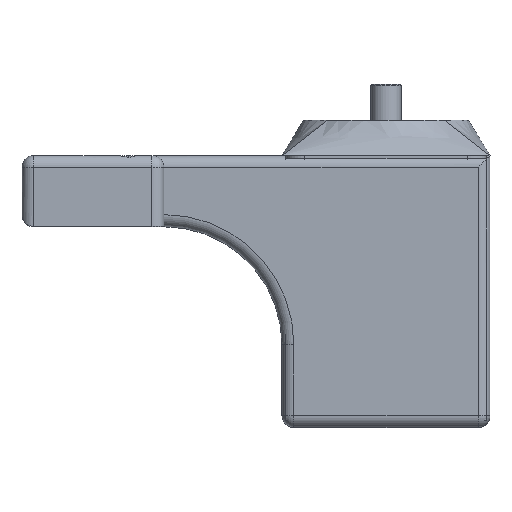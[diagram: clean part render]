
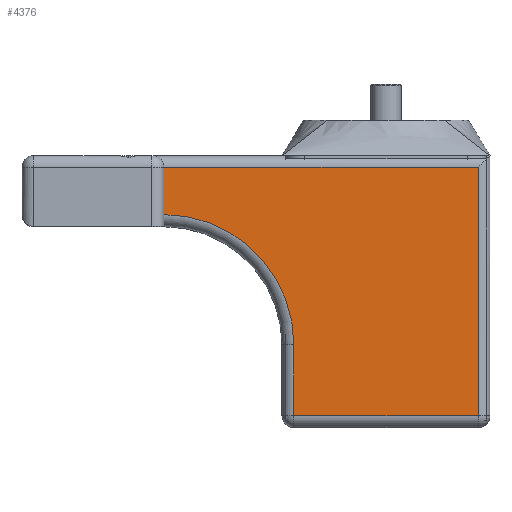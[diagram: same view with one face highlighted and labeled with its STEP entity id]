
A CAD part, top view. The second image highlights one B-rep face of the part: STEP entity #4376.
In plain terms, the highlighted planar face has unit normal (0, 0, 1).
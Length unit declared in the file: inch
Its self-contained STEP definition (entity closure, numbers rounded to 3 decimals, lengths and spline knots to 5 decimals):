
#58 = DIRECTION ( 'NONE',  ( 0., 1., 0. ) ) ;
#81 = LINE ( 'NONE', #4071, #3045 ) ;
#123 = DIRECTION ( 'NONE',  ( 1., 0., 0. ) ) ;
#128 = ORIENTED_EDGE ( 'NONE', *, *, #5261, .T. ) ;
#206 = CARTESIAN_POINT ( 'NONE',  ( 6.63251, 3.34208, 5.80252 ) ) ;
#284 = VECTOR ( 'NONE', #58, 39.37008 ) ;
#292 = CARTESIAN_POINT ( 'NONE',  ( 3.56165, 3.34208, 5.80252 ) ) ;
#387 = CIRCLE ( 'NONE', #4599, 2.16535 ) ;
#431 = VERTEX_POINT ( 'NONE', #2209 ) ;
#454 = ORIENTED_EDGE ( 'NONE', *, *, #843, .F. ) ;
#457 = DIRECTION ( 'NONE',  ( 0., 1., 0. ) ) ;
#546 = DIRECTION ( 'NONE',  ( 0., 0., -1. ) ) ;
#592 = EDGE_CURVE ( 'NONE', #1595, #5618, #5844, .T. ) ;
#605 = ORIENTED_EDGE ( 'NONE', *, *, #6660, .T. ) ;
#638 = CARTESIAN_POINT ( 'NONE',  ( 3.56165, 3.14523, 5.80252 ) ) ;
#843 = EDGE_CURVE ( 'NONE', #3517, #1476, #2882, .T. ) ;
#1081 = PLANE ( 'NONE',  #1735 ) ;
#1085 = VERTEX_POINT ( 'NONE', #206 ) ;
#1183 = LINE ( 'NONE', #7027, #2472 ) ;
#1200 = DIRECTION ( 'NONE',  ( 0., -1., 0. ) ) ;
#1476 = VERTEX_POINT ( 'NONE', #4679 ) ;
#1595 = VERTEX_POINT ( 'NONE', #4300 ) ;
#1735 = AXIS2_PLACEMENT_3D ( 'NONE', #2216, #4523, #5127 ) ;
#1764 = ORIENTED_EDGE ( 'NONE', *, *, #4840, .T. ) ;
#2174 = FACE_OUTER_BOUND ( 'NONE', #6381, .T. ) ;
#2209 = CARTESIAN_POINT ( 'NONE',  ( 6.63251, 7.47593, 5.80252 ) ) ;
#2216 = CARTESIAN_POINT ( 'NONE',  ( 3.3648, 3.14523, 5.80252 ) ) ;
#2472 = VECTOR ( 'NONE', #2886, 39.37008 ) ;
#2882 = LINE ( 'NONE', #6346, #284 ) ;
#2886 = DIRECTION ( 'NONE',  ( -1., 0., 0. ) ) ;
#3045 = VECTOR ( 'NONE', #4567, 39.37008 ) ;
#3278 = VECTOR ( 'NONE', #457, 39.37008 ) ;
#3517 = VERTEX_POINT ( 'NONE', #5560 ) ;
#4071 = CARTESIAN_POINT ( 'NONE',  ( 6.82936, 3.34208, 5.80252 ) ) ;
#4300 = CARTESIAN_POINT ( 'NONE',  ( 3.56165, 4.52318, 5.80252 ) ) ;
#4376 = ADVANCED_FACE ( 'NONE', ( #2174 ), #1081, .T. ) ;
#4379 = LINE ( 'NONE', #5624, #3278 ) ;
#4523 = DIRECTION ( 'NONE',  ( 0., 0., 1. ) ) ;
#4567 = DIRECTION ( 'NONE',  ( 1., 0., 0. ) ) ;
#4599 = AXIS2_PLACEMENT_3D ( 'NONE', #4609, #546, #123 ) ;
#4609 = CARTESIAN_POINT ( 'NONE',  ( 1.39629, 4.52318, 5.80252 ) ) ;
#4679 = CARTESIAN_POINT ( 'NONE',  ( 1.39629, 7.47593, 5.80252 ) ) ;
#4840 = EDGE_CURVE ( 'NONE', #431, #1476, #1183, .T. ) ;
#4977 = VECTOR ( 'NONE', #1200, 39.37008 ) ;
#5127 = DIRECTION ( 'NONE',  ( 1., 0., 0. ) ) ;
#5261 = EDGE_CURVE ( 'NONE', #3517, #1595, #387, .T. ) ;
#5381 = ORIENTED_EDGE ( 'NONE', *, *, #5400, .T. ) ;
#5400 = EDGE_CURVE ( 'NONE', #1085, #431, #4379, .T. ) ;
#5560 = CARTESIAN_POINT ( 'NONE',  ( 1.39629, 6.68853, 5.80252 ) ) ;
#5618 = VERTEX_POINT ( 'NONE', #292 ) ;
#5624 = CARTESIAN_POINT ( 'NONE',  ( 6.63251, 3.14523, 5.80252 ) ) ;
#5844 = LINE ( 'NONE', #638, #4977 ) ;
#5934 = ORIENTED_EDGE ( 'NONE', *, *, #592, .T. ) ;
#6346 = CARTESIAN_POINT ( 'NONE',  ( 1.39629, 6.49168, 5.80252 ) ) ;
#6381 = EDGE_LOOP ( 'NONE', ( #454, #128, #5934, #605, #5381, #1764 ) ) ;
#6660 = EDGE_CURVE ( 'NONE', #5618, #1085, #81, .T. ) ;
#7027 = CARTESIAN_POINT ( 'NONE',  ( 3.3648, 7.47593, 5.80252 ) ) ;
